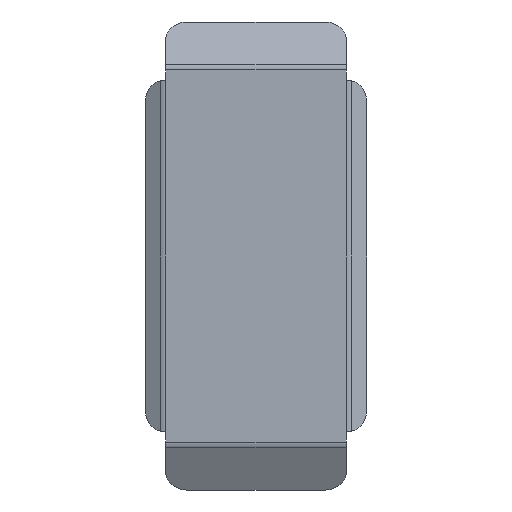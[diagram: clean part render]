
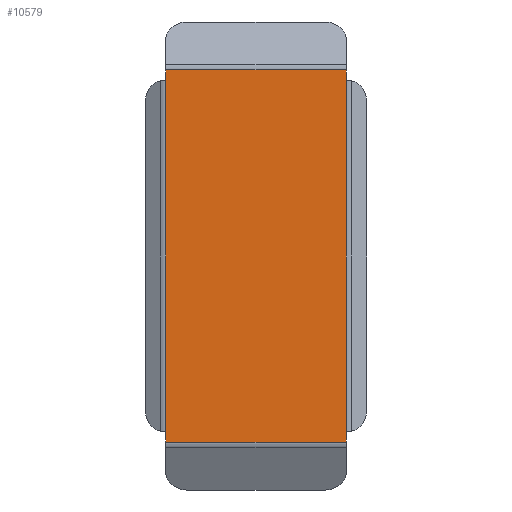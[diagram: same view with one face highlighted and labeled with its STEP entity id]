
A CAD part, front view. The second image highlights one B-rep face of the part: STEP entity #10579.
In plain terms, the highlighted face is planar.
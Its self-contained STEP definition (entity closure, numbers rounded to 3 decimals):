
#1112=LINE('',#16182,#1697);
#1113=LINE('',#16184,#1698);
#1114=LINE('',#16186,#1699);
#1115=LINE('',#16188,#1700);
#1116=LINE('',#16190,#1701);
#1117=LINE('',#16192,#1702);
#1118=LINE('',#16194,#1703);
#1119=LINE('',#16196,#1704);
#1120=LINE('',#16198,#1705);
#1121=LINE('',#16200,#1706);
#1122=LINE('',#16202,#1707);
#1123=LINE('',#16204,#1708);
#1124=LINE('',#16206,#1709);
#1125=LINE('',#16208,#1710);
#1126=LINE('',#16210,#1711);
#1127=LINE('',#16212,#1712);
#1128=LINE('',#16214,#1713);
#1129=LINE('',#16216,#1714);
#1130=LINE('',#16218,#1715);
#1131=LINE('',#16219,#1716);
#1697=VECTOR('',#12808,10.);
#1698=VECTOR('',#12809,10.);
#1699=VECTOR('',#12810,10.);
#1700=VECTOR('',#12811,10.);
#1701=VECTOR('',#12812,10.);
#1702=VECTOR('',#12813,10.);
#1703=VECTOR('',#12814,10.);
#1704=VECTOR('',#12815,10.);
#1705=VECTOR('',#12816,10.);
#1706=VECTOR('',#12817,10.);
#1707=VECTOR('',#12818,10.);
#1708=VECTOR('',#12819,10.);
#1709=VECTOR('',#12820,10.);
#1710=VECTOR('',#12821,10.);
#1711=VECTOR('',#12822,10.);
#1712=VECTOR('',#12823,10.);
#1713=VECTOR('',#12824,10.);
#1714=VECTOR('',#12825,10.);
#1715=VECTOR('',#12826,10.);
#1716=VECTOR('',#12827,10.);
#2286=FACE_OUTER_BOUND('',#3036,.T.);
#3036=EDGE_LOOP('',(#7144,#7145,#7146,#7147,#7148,#7149,#7150,#7151,#7152,
#7153,#7154,#7155,#7156,#7157,#7158,#7159,#7160,#7161,#7162,#7163));
#4551=VERTEX_POINT('',#16180);
#4552=VERTEX_POINT('',#16181);
#4553=VERTEX_POINT('',#16183);
#4554=VERTEX_POINT('',#16185);
#4555=VERTEX_POINT('',#16187);
#4556=VERTEX_POINT('',#16189);
#4557=VERTEX_POINT('',#16191);
#4558=VERTEX_POINT('',#16193);
#4559=VERTEX_POINT('',#16195);
#4560=VERTEX_POINT('',#16197);
#4561=VERTEX_POINT('',#16199);
#4562=VERTEX_POINT('',#16201);
#4563=VERTEX_POINT('',#16203);
#4564=VERTEX_POINT('',#16205);
#4565=VERTEX_POINT('',#16207);
#4566=VERTEX_POINT('',#16209);
#4567=VERTEX_POINT('',#16211);
#4568=VERTEX_POINT('',#16213);
#4569=VERTEX_POINT('',#16215);
#4570=VERTEX_POINT('',#16217);
#5524=EDGE_CURVE('',#4551,#4552,#1112,.T.);
#5525=EDGE_CURVE('',#4552,#4553,#1113,.T.);
#5526=EDGE_CURVE('',#4553,#4554,#1114,.T.);
#5527=EDGE_CURVE('',#4554,#4555,#1115,.T.);
#5528=EDGE_CURVE('',#4555,#4556,#1116,.T.);
#5529=EDGE_CURVE('',#4556,#4557,#1117,.T.);
#5530=EDGE_CURVE('',#4557,#4558,#1118,.T.);
#5531=EDGE_CURVE('',#4558,#4559,#1119,.T.);
#5532=EDGE_CURVE('',#4559,#4560,#1120,.T.);
#5533=EDGE_CURVE('',#4560,#4561,#1121,.T.);
#5534=EDGE_CURVE('',#4561,#4562,#1122,.T.);
#5535=EDGE_CURVE('',#4562,#4563,#1123,.T.);
#5536=EDGE_CURVE('',#4563,#4564,#1124,.T.);
#5537=EDGE_CURVE('',#4564,#4565,#1125,.T.);
#5538=EDGE_CURVE('',#4565,#4566,#1126,.T.);
#5539=EDGE_CURVE('',#4566,#4567,#1127,.T.);
#5540=EDGE_CURVE('',#4567,#4568,#1128,.T.);
#5541=EDGE_CURVE('',#4568,#4569,#1129,.T.);
#5542=EDGE_CURVE('',#4569,#4570,#1130,.T.);
#5543=EDGE_CURVE('',#4570,#4551,#1131,.T.);
#7144=ORIENTED_EDGE('',*,*,#5524,.T.);
#7145=ORIENTED_EDGE('',*,*,#5525,.T.);
#7146=ORIENTED_EDGE('',*,*,#5526,.T.);
#7147=ORIENTED_EDGE('',*,*,#5527,.T.);
#7148=ORIENTED_EDGE('',*,*,#5528,.T.);
#7149=ORIENTED_EDGE('',*,*,#5529,.T.);
#7150=ORIENTED_EDGE('',*,*,#5530,.T.);
#7151=ORIENTED_EDGE('',*,*,#5531,.T.);
#7152=ORIENTED_EDGE('',*,*,#5532,.T.);
#7153=ORIENTED_EDGE('',*,*,#5533,.T.);
#7154=ORIENTED_EDGE('',*,*,#5534,.T.);
#7155=ORIENTED_EDGE('',*,*,#5535,.T.);
#7156=ORIENTED_EDGE('',*,*,#5536,.T.);
#7157=ORIENTED_EDGE('',*,*,#5537,.T.);
#7158=ORIENTED_EDGE('',*,*,#5538,.T.);
#7159=ORIENTED_EDGE('',*,*,#5539,.T.);
#7160=ORIENTED_EDGE('',*,*,#5540,.T.);
#7161=ORIENTED_EDGE('',*,*,#5541,.T.);
#7162=ORIENTED_EDGE('',*,*,#5542,.T.);
#7163=ORIENTED_EDGE('',*,*,#5543,.T.);
#10384=PLANE('',#11399);
#10579=ADVANCED_FACE('',(#2286),#10384,.F.);
#11399=AXIS2_PLACEMENT_3D('',#16179,#12806,#12807);
#12806=DIRECTION('center_axis',(0.,0.,1.));
#12807=DIRECTION('ref_axis',(1.,0.,0.));
#12808=DIRECTION('',(0.,-1.,0.));
#12809=DIRECTION('',(-1.,0.,0.));
#12810=DIRECTION('',(0.,1.,0.));
#12811=DIRECTION('',(1.,0.,0.));
#12812=DIRECTION('',(0.,-1.,0.));
#12813=DIRECTION('',(1.,0.,0.));
#12814=DIRECTION('',(0.,1.,0.));
#12815=DIRECTION('',(1.,0.,0.));
#12816=DIRECTION('',(0.,-1.,0.));
#12817=DIRECTION('',(1.,0.,0.));
#12818=DIRECTION('',(0.,1.,0.));
#12819=DIRECTION('',(1.,0.,0.));
#12820=DIRECTION('',(0.,-1.,0.));
#12821=DIRECTION('',(-1.,0.,0.));
#12822=DIRECTION('',(0.,1.,0.));
#12823=DIRECTION('',(-1.,0.,0.));
#12824=DIRECTION('',(0.,-1.,0.));
#12825=DIRECTION('',(-1.,0.,0.));
#12826=DIRECTION('',(0.,1.,0.));
#12827=DIRECTION('',(-1.,0.,0.));
#16179=CARTESIAN_POINT('Origin',(-107.7,35.,0.));
#16180=CARTESIAN_POINT('',(-165.01,-84.99,0.));
#16181=CARTESIAN_POINT('',(-165.01,-85.,0.));
#16182=CARTESIAN_POINT('',(-165.01,-42.495,0.));
#16183=CARTESIAN_POINT('',(-175.,-85.,0.));
#16184=CARTESIAN_POINT('',(225.,-85.,0.));
#16185=CARTESIAN_POINT('',(-175.,85.,0.));
#16186=CARTESIAN_POINT('',(-175.,-42.5,0.));
#16187=CARTESIAN_POINT('',(-165.01,85.,0.));
#16188=CARTESIAN_POINT('',(-225.,85.,0.));
#16189=CARTESIAN_POINT('',(-165.01,84.99,0.));
#16190=CARTESIAN_POINT('',(-165.01,44.39,0.));
#16191=CARTESIAN_POINT('',(-165.,84.99,0.));
#16192=CARTESIAN_POINT('',(-82.505,84.99,0.));
#16193=CARTESIAN_POINT('',(-165.,85.,0.));
#16194=CARTESIAN_POINT('',(-165.,42.495,0.));
#16195=CARTESIAN_POINT('',(165.,85.,0.));
#16196=CARTESIAN_POINT('',(-225.,85.,0.));
#16197=CARTESIAN_POINT('',(165.,84.99,0.));
#16198=CARTESIAN_POINT('',(165.,44.39,0.));
#16199=CARTESIAN_POINT('',(165.01,84.99,0.));
#16200=CARTESIAN_POINT('',(82.5,84.99,0.));
#16201=CARTESIAN_POINT('',(165.01,85.,0.));
#16202=CARTESIAN_POINT('',(165.01,42.495,0.));
#16203=CARTESIAN_POINT('',(175.,85.,0.));
#16204=CARTESIAN_POINT('',(-225.,85.,0.));
#16205=CARTESIAN_POINT('',(175.,-85.,0.));
#16206=CARTESIAN_POINT('',(175.,42.5,0.));
#16207=CARTESIAN_POINT('',(165.01,-85.,0.));
#16208=CARTESIAN_POINT('',(225.,-85.,0.));
#16209=CARTESIAN_POINT('',(165.01,-84.99,0.));
#16210=CARTESIAN_POINT('',(165.01,-44.39,0.));
#16211=CARTESIAN_POINT('',(165.,-84.99,0.));
#16212=CARTESIAN_POINT('',(82.505,-84.99,0.));
#16213=CARTESIAN_POINT('',(165.,-85.,0.));
#16214=CARTESIAN_POINT('',(165.,-42.495,0.));
#16215=CARTESIAN_POINT('',(-165.,-85.,0.));
#16216=CARTESIAN_POINT('',(225.,-85.,0.));
#16217=CARTESIAN_POINT('',(-165.,-84.99,0.));
#16218=CARTESIAN_POINT('',(-165.,-44.39,0.));
#16219=CARTESIAN_POINT('',(-82.5,-84.99,0.));
